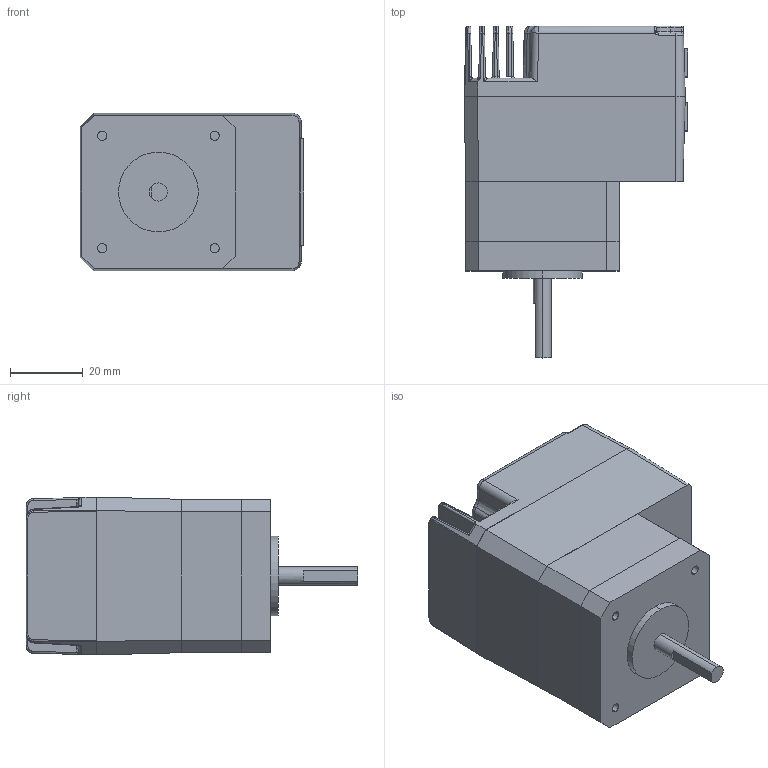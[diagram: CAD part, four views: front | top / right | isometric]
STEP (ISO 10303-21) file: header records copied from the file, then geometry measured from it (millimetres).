
FILE_DESCRIPTION (( 'STEP AP203' ), '1' );
FILE_NAME ('SSM17-1.STEP', '2014-01-15T05:15:49', ( 'Sky123.Org' ), ( 'Sky123.Org' ), 'SwSTEP 2.0', 'SolidWorks 2011', '' );
FILE_SCHEMA (( 'CONFIG_CONTROL_DESIGN' ));
Length unit declared in the file: millimetre
Products named in the file (1): SSM17-1
Bounding box: 61.71 x 91.5 x 43.53 mm (x, y, z)
Surface area: 30803.1 mm2 (no closed solid volume)
Topology: 0 solids, 54 shells, 644 faces, 2172 edges, 1551 vertices
Faces by surface type: plane 411, cylinder 158, bspline 68, cone 7
Entity records: 26144 total; most frequent: CARTESIAN_POINT 8053, DIRECTION 3510, ORIENTED_EDGE 3390, EDGE_CURVE 2168, VECTOR 1604, LINE 1604, VERTEX_POINT 1551, AXIS2_PLACEMENT_3D 953
